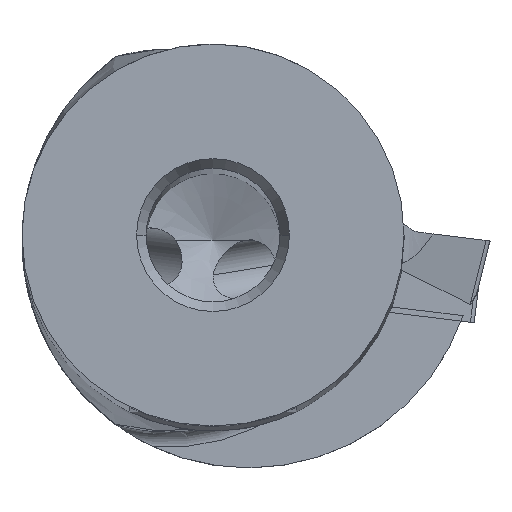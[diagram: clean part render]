
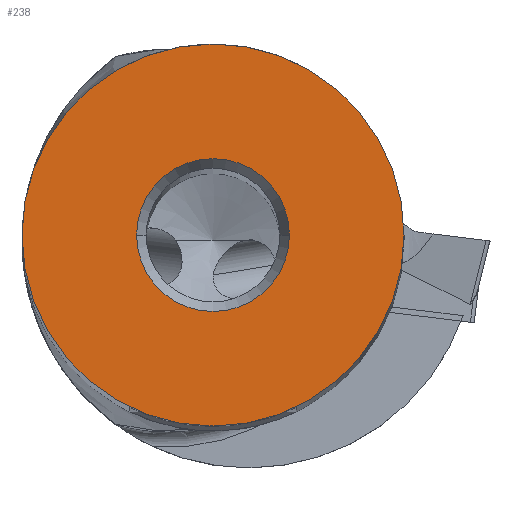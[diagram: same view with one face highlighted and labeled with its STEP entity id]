
A CAD part, top view. The second image highlights one B-rep face of the part: STEP entity #238.
In plain terms, the highlighted planar face has unit normal (0, 0, 1).
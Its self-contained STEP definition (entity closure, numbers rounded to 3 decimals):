
#46=FACE_BOUND('',#561,.T.);
#47=FACE_BOUND('',#562,.T.);
#238=ADVANCED_FACE('',(#46,#47),#338,.T.);
#338=PLANE('',#3020);
#561=EDGE_LOOP('',(#1064,#1065));
#562=EDGE_LOOP('',(#1066,#1067));
#1064=ORIENTED_EDGE('',*,*,#1955,.T.);
#1065=ORIENTED_EDGE('',*,*,#1948,.T.);
#1066=ORIENTED_EDGE('',*,*,#1960,.T.);
#1067=ORIENTED_EDGE('',*,*,#1961,.T.);
#1609=VERTEX_POINT('',#5221);
#1610=VERTEX_POINT('',#5222);
#1619=VERTEX_POINT('',#5245);
#1620=VERTEX_POINT('',#5246);
#1948=EDGE_CURVE('',#1609,#1610,#2331,.T.);
#1955=EDGE_CURVE('',#1610,#1609,#2332,.T.);
#1960=EDGE_CURVE('',#1619,#1620,#2333,.T.);
#1961=EDGE_CURVE('',#1620,#1619,#2334,.T.);
#2331=CIRCLE('',#3010,10.);
#2332=CIRCLE('',#3014,10.);
#2333=CIRCLE('',#3018,4.);
#2334=CIRCLE('',#3019,4.);
#3010=AXIS2_PLACEMENT_3D('',#5220,#3500,#3501);
#3014=AXIS2_PLACEMENT_3D('',#5234,#3512,#3513);
#3018=AXIS2_PLACEMENT_3D('',#5244,#3522,#3523);
#3019=AXIS2_PLACEMENT_3D('',#5247,#3524,#3525);
#3020=AXIS2_PLACEMENT_3D('',#5248,#3526,#3527);
#3500=DIRECTION('',(0.,0.,1.));
#3501=DIRECTION('',(1.,0.,0.));
#3512=DIRECTION('',(0.,0.,1.));
#3513=DIRECTION('',(-1.,0.,0.));
#3522=DIRECTION('',(0.,0.,-1.));
#3523=DIRECTION('',(-1.,0.,0.));
#3524=DIRECTION('',(0.,0.,-1.));
#3525=DIRECTION('',(1.,0.,0.));
#3526=DIRECTION('',(0.,0.,1.));
#3527=DIRECTION('',(-1.,0.,0.));
#5220=CARTESIAN_POINT('',(0.,0.,0.));
#5221=CARTESIAN_POINT('',(10.,0.,0.));
#5222=CARTESIAN_POINT('',(-10.,0.,0.));
#5234=CARTESIAN_POINT('',(0.,0.,0.));
#5244=CARTESIAN_POINT('',(0.,0.,0.));
#5245=CARTESIAN_POINT('',(-4.,0.,0.));
#5246=CARTESIAN_POINT('',(4.,0.,0.));
#5247=CARTESIAN_POINT('',(0.,0.,0.));
#5248=CARTESIAN_POINT('',(0.,0.,0.));
